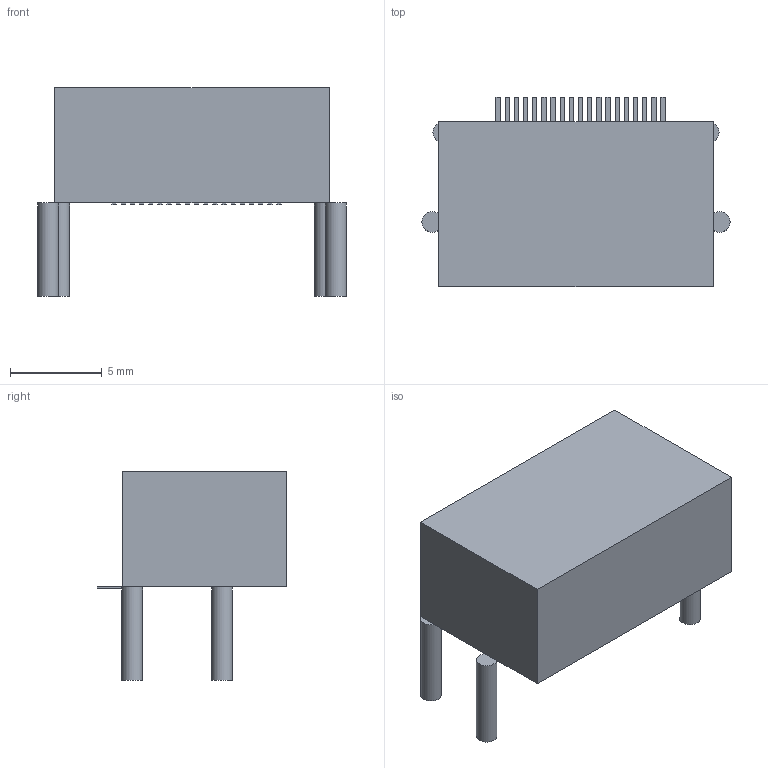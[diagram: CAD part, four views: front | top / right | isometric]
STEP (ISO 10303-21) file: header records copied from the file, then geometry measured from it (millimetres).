
FILE_DESCRIPTION(('FreeCAD Model'),'2;1');
FILE_NAME('2228521.1.1.stp','2019-10-29T15:17:14',( 'Author'),(''),'Open CASCADE STEP processor 6.9','FreeCAD','Unknown' );
FILE_SCHEMA(('AUTOMOTIVE_DESIGN { 1 0 10303 214 1 1 1 1 }'));
Length unit declared in the file: millimetre
Products named in the file (22): ASSEMBLY; Body; ('pin',_'1'); ('pin',_'2'); ('pin',_'3'); ('pin',_'4'); ('pin',_'5'); ('pin',_'6'); ('pin',_'7'); ('pin',_'8'); ('pin',_'9'); ('pin',_'10'); ('pin',_'11'); ('pin',_'12'); ('pin',_'13'); ('pin',_'14'); ('pin',_'15'); ('pin',_'16'); ('pin',_'17'); ('pin',_'18'); ('pin',_'19'); Leads
Assembly tree (24 placements, depth 2):
  ASSEMBLY
    Body
    ('pin',_'1')
    ('pin',_'2')
    ('pin',_'3')
    ('pin',_'4')
    ('pin',_'5')
    ('pin',_'6')
    ('pin',_'7')
    ('pin',_'8')
    ('pin',_'9')
    ('pin',_'10')
    ('pin',_'11')
    ('pin',_'12')
    ('pin',_'13')
    ('pin',_'14')
    ('pin',_'15')
    ('pin',_'16')
    ('pin',_'17')
    ('pin',_'18')
    ('pin',_'19')
    Leads  x4
Bounding box: 16.83 x 10.37 x 11.4 mm (x, y, z)
Volume: 933.2 mm3; surface area: 918.9 mm2
Topology: 36 solids, 36 shells, 168 faces, 288 edges, 192 vertices
Faces by surface type: plane 152, cylinder 16
Full cylindrical faces by diameter (mm): 1.13 x16
Entity records: 7145 total; most frequent: CARTESIAN_POINT 1081, DIRECTION 1078, LINE 740, VECTOR 740, ORIENTED_EDGE 504, PCURVE 504, DEFINITIONAL_REPRESENTATION 504, EDGE_CURVE 252
